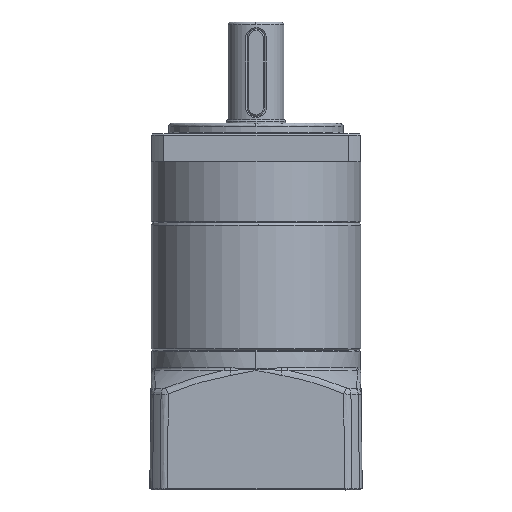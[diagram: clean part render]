
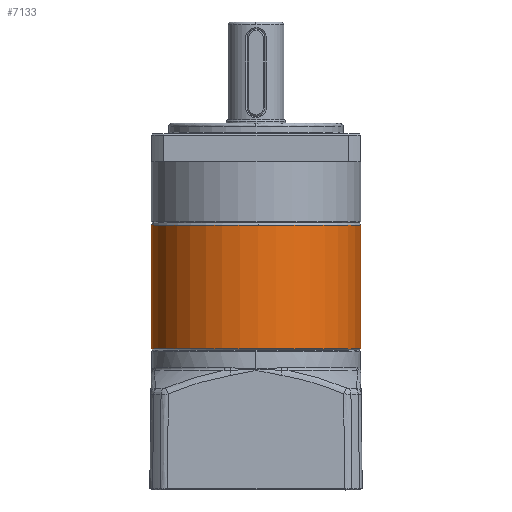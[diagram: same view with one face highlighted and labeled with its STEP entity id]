
A CAD part, left-side view. The second image highlights one B-rep face of the part: STEP entity #7133.
In plain terms, the highlighted cylindrical face has radius 30 mm (diameter 60 mm), a partial arc.
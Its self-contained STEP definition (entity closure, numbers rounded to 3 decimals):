
#299 = VERTEX_POINT ( 'NONE', #11818 ) ;
#594 = LINE ( 'NONE', #14390, #13070 ) ;
#2612 = CIRCLE ( 'NONE', #20799, 30. ) ;
#2688 = ORIENTED_EDGE ( 'NONE', *, *, #21658, .T. ) ;
#6913 = DIRECTION ( 'NONE',  ( 0., 0., 1. ) ) ;
#6954 = DIRECTION ( 'NONE',  ( 1., 0., 0. ) ) ;
#6987 = CARTESIAN_POINT ( 'NONE',  ( 0.693, 0., 0. ) ) ;
#7133 = ADVANCED_FACE ( 'NONE', ( #11118 ), #10468, .T. ) ;
#7683 = CARTESIAN_POINT ( 'NONE',  ( 36.1, 0., 0. ) ) ;
#8208 = DIRECTION ( 'NONE',  ( 0., 0., 1. ) ) ;
#8268 = CARTESIAN_POINT ( 'NONE',  ( 36.5, 0., 0. ) ) ;
#8407 = DIRECTION ( 'NONE',  ( -1., 0., 0. ) ) ;
#10083 = DIRECTION ( 'NONE',  ( 0., 0., 1. ) ) ;
#10222 = ORIENTED_EDGE ( 'NONE', *, *, #19126, .T. ) ;
#10298 = VERTEX_POINT ( 'NONE', #23595 ) ;
#10468 = CYLINDRICAL_SURFACE ( 'NONE', #12035, 30. ) ;
#11080 = CARTESIAN_POINT ( 'NONE',  ( 0.693, 0., -30. ) ) ;
#11118 = FACE_OUTER_BOUND ( 'NONE', #14141, .T. ) ;
#11182 = CARTESIAN_POINT ( 'NONE',  ( 0.693, 0., 0. ) ) ;
#11818 = CARTESIAN_POINT ( 'NONE',  ( 36.1, 0., -30. ) ) ;
#12035 = AXIS2_PLACEMENT_3D ( 'NONE', #8268, #8407, #8208 ) ;
#12148 = ORIENTED_EDGE ( 'NONE', *, *, #15291, .T. ) ;
#12214 = VECTOR ( 'NONE', #21647, 1000. ) ;
#12220 = LINE ( 'NONE', #21614, #12214 ) ;
#13070 = VECTOR ( 'NONE', #14452, 1000. ) ;
#13554 = DIRECTION ( 'NONE',  ( 0., 0., 1. ) ) ;
#14141 = EDGE_LOOP ( 'NONE', ( #17082, #2688, #10222, #12148, #15590 ) ) ;
#14390 = CARTESIAN_POINT ( 'NONE',  ( 36.5, 0., 30. ) ) ;
#14452 = DIRECTION ( 'NONE',  ( -1., 0., 0. ) ) ;
#15291 = EDGE_CURVE ( 'NONE', #10298, #23508, #21180, .T. ) ;
#15590 = ORIENTED_EDGE ( 'NONE', *, *, #28331, .T. ) ;
#16688 = CIRCLE ( 'NONE', #23531, 30. ) ;
#16777 = EDGE_CURVE ( 'NONE', #299, #25074, #12220, .T. ) ;
#17082 = ORIENTED_EDGE ( 'NONE', *, *, #16777, .F. ) ;
#17461 = CARTESIAN_POINT ( 'NONE',  ( 36.1, 0., 30. ) ) ;
#18886 = VERTEX_POINT ( 'NONE', #17461 ) ;
#19126 = EDGE_CURVE ( 'NONE', #18886, #10298, #594, .T. ) ;
#20799 = AXIS2_PLACEMENT_3D ( 'NONE', #7683, #23847, #10083 ) ;
#21180 = CIRCLE ( 'NONE', #26020, 30. ) ;
#21614 = CARTESIAN_POINT ( 'NONE',  ( 36.5, 0., -30. ) ) ;
#21647 = DIRECTION ( 'NONE',  ( -1., 0., 0. ) ) ;
#21658 = EDGE_CURVE ( 'NONE', #299, #18886, #2612, .T. ) ;
#23177 = CARTESIAN_POINT ( 'NONE',  ( 0.693, -30., 0. ) ) ;
#23508 = VERTEX_POINT ( 'NONE', #23177 ) ;
#23531 = AXIS2_PLACEMENT_3D ( 'NONE', #11182, #27270, #13554 ) ;
#23595 = CARTESIAN_POINT ( 'NONE',  ( 0.693, 0., 30. ) ) ;
#23847 = DIRECTION ( 'NONE',  ( -1., 0., 0. ) ) ;
#25074 = VERTEX_POINT ( 'NONE', #11080 ) ;
#26020 = AXIS2_PLACEMENT_3D ( 'NONE', #6987, #6954, #6913 ) ;
#27270 = DIRECTION ( 'NONE',  ( 1., 0., 0. ) ) ;
#28331 = EDGE_CURVE ( 'NONE', #23508, #25074, #16688, .T. ) ;
